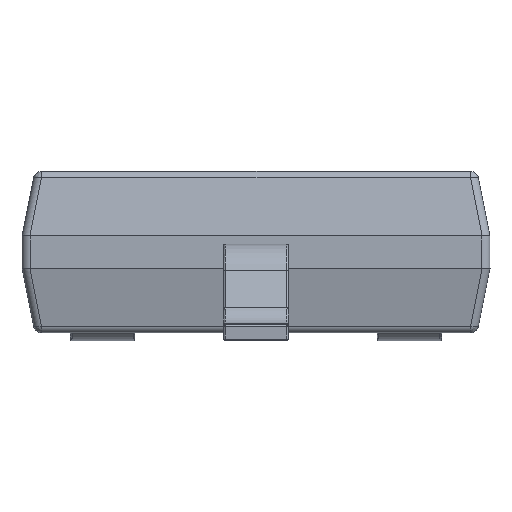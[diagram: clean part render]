
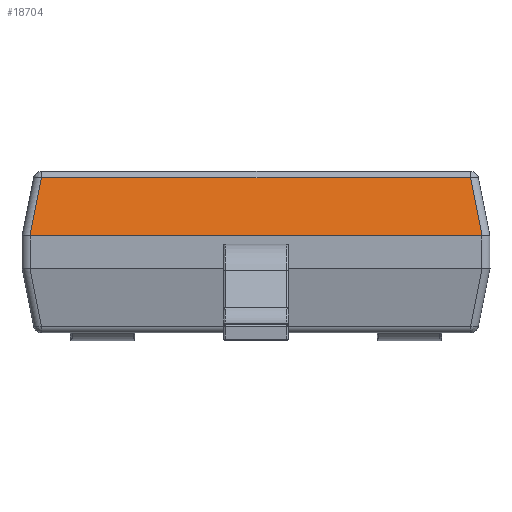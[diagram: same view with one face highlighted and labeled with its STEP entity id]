
A CAD part, left-side view. The second image highlights one B-rep face of the part: STEP entity #18704.
In plain terms, the highlighted planar face has unit normal (-0.981, 0, 0.196).
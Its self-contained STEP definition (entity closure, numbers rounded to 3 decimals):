
#693 = EDGE_CURVE ( 'NONE', #1182, #23845, #22015, .T. ) ;
#945 = B_SPLINE_CURVE_WITH_KNOTS ( 'NONE', 3,
 ( #25460, #18778, #27897, #25618 ),
 .UNSPECIFIED., .F., .F.,
 ( 4, 4 ),
 ( 0., 1. ),
 .UNSPECIFIED. ) ;
#1090 = EDGE_CURVE ( 'NONE', #10813, #7824, #23490, .T. ) ;
#1182 = VERTEX_POINT ( 'NONE', #3271 ) ;
#1184 = DIRECTION ( 'NONE',  ( -0.192, 0.192, -0.962 ) ) ;
#1437 = VERTEX_POINT ( 'NONE', #29861 ) ;
#3126 = LINE ( 'NONE', #9961, #14364 ) ;
#3271 = CARTESIAN_POINT ( 'NONE',  ( -0.577, 1.326, 1.007 ) ) ;
#3807 = DIRECTION ( 'NONE',  ( -0.981, 0., 0.196 ) ) ;
#3967 = CARTESIAN_POINT ( 'NONE',  ( -0.577, 1.326, 1.007 ) ) ;
#4316 = ORIENTED_EDGE ( 'NONE', *, *, #693, .T. ) ;
#4987 = CARTESIAN_POINT ( 'NONE',  ( -0.649, 1.397, 0.648 ) ) ;
#6642 = EDGE_CURVE ( 'NONE', #24854, #1437, #3126, .T. ) ;
#7824 = VERTEX_POINT ( 'NONE', #18262 ) ;
#8351 = B_SPLINE_CURVE_WITH_KNOTS ( 'NONE', 3,
 ( #9985, #4987, #9716, #19235 ),
 .UNSPECIFIED., .F., .F.,
 ( 4, 4 ),
 ( 0., 1. ),
 .UNSPECIFIED. ) ;
#9602 = CARTESIAN_POINT ( 'NONE',  ( -0.649, -1.398, 0.648 ) ) ;
#9716 = CARTESIAN_POINT ( 'NONE',  ( -0.649, 1.398, 0.648 ) ) ;
#9961 = CARTESIAN_POINT ( 'NONE',  ( -0.649, -1.398, 0.648 ) ) ;
#9985 = CARTESIAN_POINT ( 'NONE',  ( -0.649, 1.397, 0.648 ) ) ;
#10182 = CARTESIAN_POINT ( 'NONE',  ( -0.569, 0., 1.047 ) ) ;
#10269 = EDGE_CURVE ( 'NONE', #10813, #23845, #8351, .T. ) ;
#10369 = CARTESIAN_POINT ( 'NONE',  ( -0.649, 1.398, 0.648 ) ) ;
#10813 = VERTEX_POINT ( 'NONE', #27902 ) ;
#11142 = EDGE_LOOP ( 'NONE', ( #22398, #16505, #4316, #29334, #26718, #22508 ) ) ;
#11695 = DIRECTION ( 'NONE',  ( 0., 1., 0. ) ) ;
#13559 = PLANE ( 'NONE',  #25655 ) ;
#14364 = VECTOR ( 'NONE', #14631, 1000. ) ;
#14631 = DIRECTION ( 'NONE',  ( 0.192, 0.192, 0.962 ) ) ;
#15150 = DIRECTION ( 'NONE',  ( 0.196, 0., 0.981 ) ) ;
#15716 = VECTOR ( 'NONE', #23345, 1000. ) ;
#16505 = ORIENTED_EDGE ( 'NONE', *, *, #19611, .T. ) ;
#17509 = LINE ( 'NONE', #26746, #29342 ) ;
#18262 = CARTESIAN_POINT ( 'NONE',  ( -0.649, -1.397, 0.648 ) ) ;
#18704 = ADVANCED_FACE ( 'NONE', ( #18718 ), #13559, .T. ) ;
#18718 = FACE_OUTER_BOUND ( 'NONE', #11142, .T. ) ;
#18778 = CARTESIAN_POINT ( 'NONE',  ( -0.649, -1.398, 0.648 ) ) ;
#18925 = CARTESIAN_POINT ( 'NONE',  ( -0.649, -1.447, 0.648 ) ) ;
#19235 = CARTESIAN_POINT ( 'NONE',  ( -0.649, 1.398, 0.648 ) ) ;
#19611 = EDGE_CURVE ( 'NONE', #1437, #1182, #17509, .T. ) ;
#22015 = LINE ( 'NONE', #3967, #24416 ) ;
#22398 = ORIENTED_EDGE ( 'NONE', *, *, #6642, .T. ) ;
#22508 = ORIENTED_EDGE ( 'NONE', *, *, #28672, .F. ) ;
#23345 = DIRECTION ( 'NONE',  ( 0., -1., 0. ) ) ;
#23490 = LINE ( 'NONE', #18925, #15716 ) ;
#23845 = VERTEX_POINT ( 'NONE', #10369 ) ;
#24416 = VECTOR ( 'NONE', #1184, 1000. ) ;
#24854 = VERTEX_POINT ( 'NONE', #9602 ) ;
#25460 = CARTESIAN_POINT ( 'NONE',  ( -0.649, -1.398, 0.648 ) ) ;
#25618 = CARTESIAN_POINT ( 'NONE',  ( -0.649, -1.397, 0.648 ) ) ;
#25655 = AXIS2_PLACEMENT_3D ( 'NONE', #10182, #3807, #15150 ) ;
#26718 = ORIENTED_EDGE ( 'NONE', *, *, #1090, .T. ) ;
#26746 = CARTESIAN_POINT ( 'NONE',  ( -0.577, 0., 1.007 ) ) ;
#27897 = CARTESIAN_POINT ( 'NONE',  ( -0.649, -1.397, 0.648 ) ) ;
#27902 = CARTESIAN_POINT ( 'NONE',  ( -0.649, 1.397, 0.648 ) ) ;
#28672 = EDGE_CURVE ( 'NONE', #24854, #7824, #945, .T. ) ;
#29334 = ORIENTED_EDGE ( 'NONE', *, *, #10269, .F. ) ;
#29342 = VECTOR ( 'NONE', #11695, 1000. ) ;
#29861 = CARTESIAN_POINT ( 'NONE',  ( -0.577, -1.326, 1.007 ) ) ;
